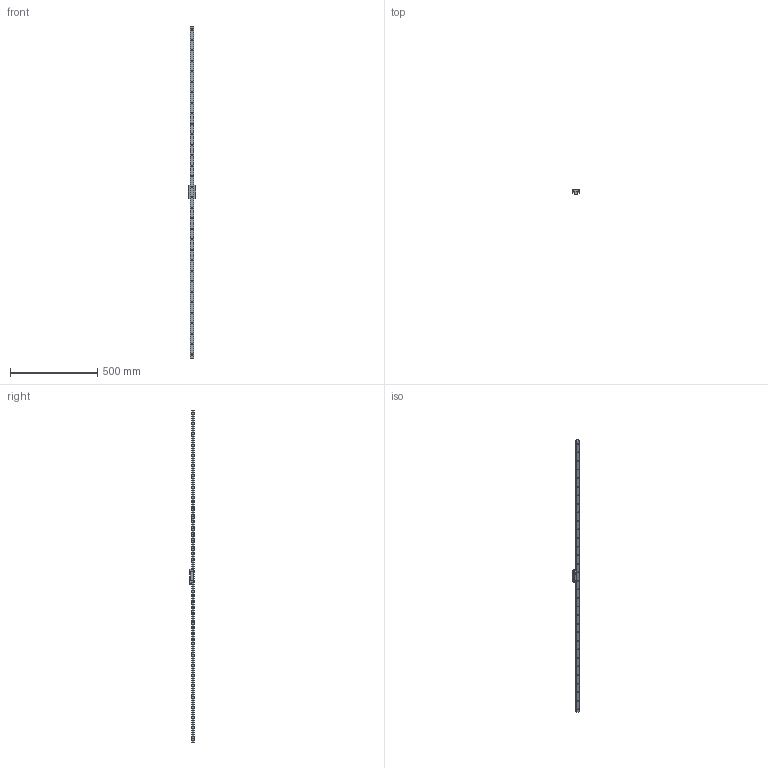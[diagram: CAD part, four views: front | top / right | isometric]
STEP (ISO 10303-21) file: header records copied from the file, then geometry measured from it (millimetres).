
FILE_DESCRIPTION(/* description */ ('STEP AP214'),/* implementation_level */ '2;1');
FILE_NAME(/* name */ 'SXRL-MX28-1900',/* time_stamp */ '2023-12-13T17:10:18+01:00',/* author */ ('License CC BY-ND 4.0'),/* organization */ ('CADENAS'),/* preprocessor_version */ 'ST-DEVELOPER v19.3',/* originating_system */ 'PARTsolutions',/* authorisation */ ' ');
FILE_SCHEMA (('AUTOMOTIVE_DESIGN {1 0 10303 214 3 1 1}'));
Length unit declared in the file: millimetre
Products named in the file (3): SXRL-MX28-1900; SXRL-MX28-1900_b; SXRL-MX28-1900_r
Assembly tree (2 placements, depth 2):
  SXRL-MX28-1900
    SXRL-MX28-1900_b
    SXRL-MX28-1900_r
Bounding box: 42 x 28 x 1900 mm (x, y, z)
Volume: 576832 mm3; surface area: 164930.8 mm2
Topology: 2 solids, 2 shells, 271 faces, 658 edges, 436 vertices
Faces by surface type: plane 143, cylinder 101, cone 26, torus 1
Full cylindrical faces by diameter (mm): 4.134 x4, 4.4 x4, 4.8 x4, 6 x32, 7.75 x1, 9.5 x32
Entity records: 8777 total; most frequent: CARTESIAN_POINT 1355, DIRECTION 1298, ORIENTED_EDGE 1110, EDGE_CURVE 555, AXIS2_PLACEMENT_3D 499, FACE_BOUND 476, EDGE_LOOP 471, VERTEX_POINT 429
